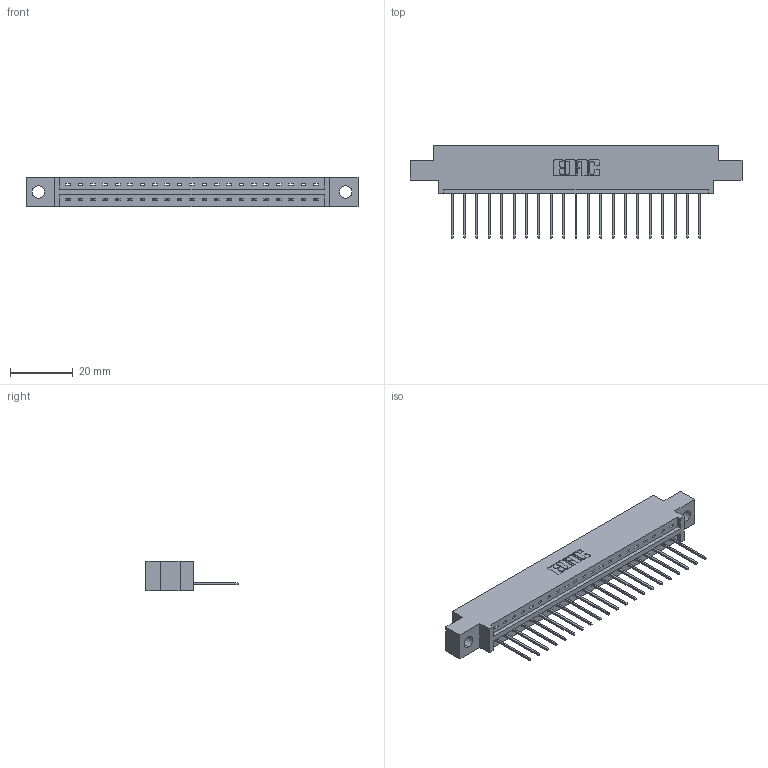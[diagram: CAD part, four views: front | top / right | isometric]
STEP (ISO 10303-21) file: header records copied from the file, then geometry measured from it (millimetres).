
FILE_DESCRIPTION (( 'STEP AP203' ), '1' );
FILE_NAME ('337-021-540-604.STEP', '2019-09-29T00:38:12', ( '' ), ( '' ), 'SwSTEP 2.0', 'SolidWorks 2016', '' );
FILE_SCHEMA (( 'CONFIG_CONTROL_DESIGN' ));
Length unit declared in the file: inch
Products named in the file (3): 345-292-001_345-293-140; 337 Part_0.170 Offset - 0.156 Dia-TH; 337-021-540-604
Assembly tree (22 placements, depth 2):
  337-021-540-604
    337 Part_0.170 Offset - 0.156 Dia-TH
    345-292-001_345-293-140  x21
Bounding box: 106.22 x 29.47 x 9.4 mm (x, y, z)
Volume: 10600.4 mm3; surface area: 10940.1 mm2
Topology: 22 solids, 22 shells, 1420 faces, 4271 edges, 2818 vertices
Faces by surface type: plane 1040, cylinder 380
Entity records: 18479 total; most frequent: CARTESIAN_POINT 3225, ORIENTED_EDGE 3182, DIRECTION 2757, EDGE_CURVE 1591, VECTOR 1463, LINE 1463, VERTEX_POINT 1058, AXIS2_PLACEMENT_3D 647
